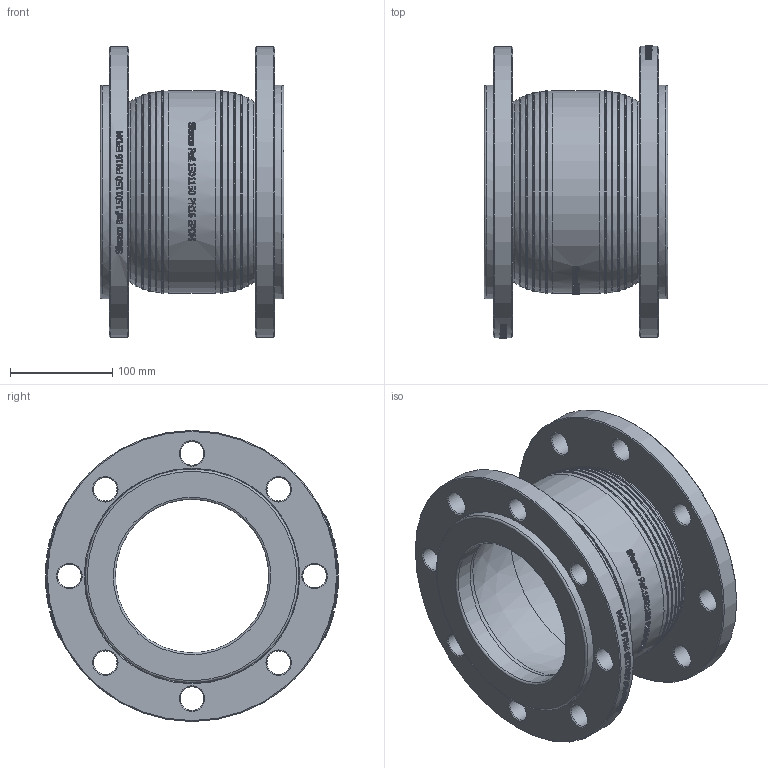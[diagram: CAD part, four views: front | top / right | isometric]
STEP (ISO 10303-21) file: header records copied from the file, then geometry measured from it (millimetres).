
FILE_DESCRIPTION(/* description */ ('1501150'),/* implementation_level */ '2;1');
FILE_NAME(/* name */ '1501150.stp',/* time_stamp */ '2014-09-26T09:23:55+02:00',/* author */ ('JM'),/* organization */ ('Sferaco'),/* preprocessor_version */ 'ST-DEVELOPER v15.6',/* originating_system */ 'Autodesk Inventor 2015',/* authorisation */ '');
FILE_SCHEMA (('AUTOMOTIVE_DESIGN { 1 0 10303 214 3 1 1 }'));
Products named in the file (1): 1501150_bd
Bounding box: 180 x 287 x 285 mm (x, y, z)
Volume: 2568912.6 mm3; surface area: 417986.5 mm2
Topology: 1 solids, 3 shells, 1398 faces, 3780 edges, 2518 vertices
Faces by surface type: bspline 630, plane 562, cylinder 136, cone 40, torus 30
Full cylindrical faces by diameter (mm): 23 x16, 150 x2, 198 x1, 209 x4, 285 x2
Entity records: 60473 total; most frequent: CARTESIAN_POINT 27934, ORIENTED_EDGE 7308, DIRECTION 4712, EDGE_CURVE 3654, VERTEX_POINT 2490, EDGE_LOOP 1664, LINE 1662, VECTOR 1662
